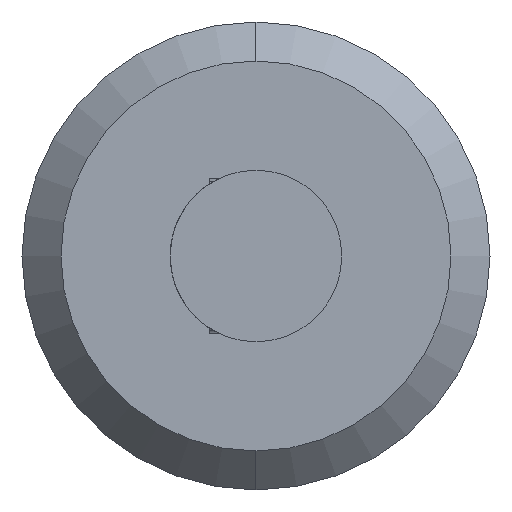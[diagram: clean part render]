
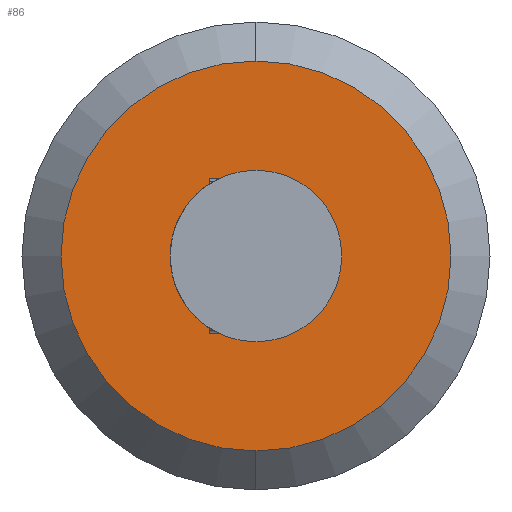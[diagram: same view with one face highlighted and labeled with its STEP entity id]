
A CAD part, left-side view. The second image highlights one B-rep face of the part: STEP entity #86.
In plain terms, the highlighted planar face has unit normal (-1, 0, 0).
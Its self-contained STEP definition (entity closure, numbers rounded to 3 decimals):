
#9 = CARTESIAN_POINT ( 'NONE',  ( -7.5, 0., 0. ) ) ;
#12 = DIRECTION ( 'NONE',  ( -1., 0., 0. ) ) ;
#36 = VERTEX_POINT ( 'NONE', #594 ) ;
#43 = CARTESIAN_POINT ( 'NONE',  ( -7.5, 0., -1.25 ) ) ;
#86 = ADVANCED_FACE ( 'NONE', ( #765 ), #195, .F. ) ;
#137 = EDGE_LOOP ( 'NONE', ( #212, #361 ) ) ;
#195 = PLANE ( 'NONE',  #796 ) ;
#198 = DIRECTION ( 'NONE',  ( -1., 0., 0. ) ) ;
#212 = ORIENTED_EDGE ( 'NONE', *, *, #590, .T. ) ;
#284 = AXIS2_PLACEMENT_3D ( 'NONE', #527, #198, #588 ) ;
#332 = VERTEX_POINT ( 'NONE', #43 ) ;
#361 = ORIENTED_EDGE ( 'NONE', *, *, #678, .T. ) ;
#399 = DIRECTION ( 'NONE',  ( 0., 0., -1. ) ) ;
#460 = DIRECTION ( 'NONE',  ( 1., 0., 0. ) ) ;
#527 = CARTESIAN_POINT ( 'NONE',  ( -7.5, 0., 0. ) ) ;
#588 = DIRECTION ( 'NONE',  ( 0., 0., -1. ) ) ;
#590 = EDGE_CURVE ( 'NONE', #332, #36, #693, .T. ) ;
#594 = CARTESIAN_POINT ( 'NONE',  ( -7.5, 0., 1.25 ) ) ;
#678 = EDGE_CURVE ( 'NONE', #36, #332, #751, .T. ) ;
#693 = CIRCLE ( 'NONE', #719, 1.25 ) ;
#709 = DIRECTION ( 'NONE',  ( 0., 0., -1. ) ) ;
#719 = AXIS2_PLACEMENT_3D ( 'NONE', #9, #12, #399 ) ;
#751 = CIRCLE ( 'NONE', #284, 1.25 ) ;
#765 = FACE_OUTER_BOUND ( 'NONE', #137, .T. ) ;
#768 = CARTESIAN_POINT ( 'NONE',  ( -7.5, 0., 0. ) ) ;
#796 = AXIS2_PLACEMENT_3D ( 'NONE', #768, #460, #709 ) ;
